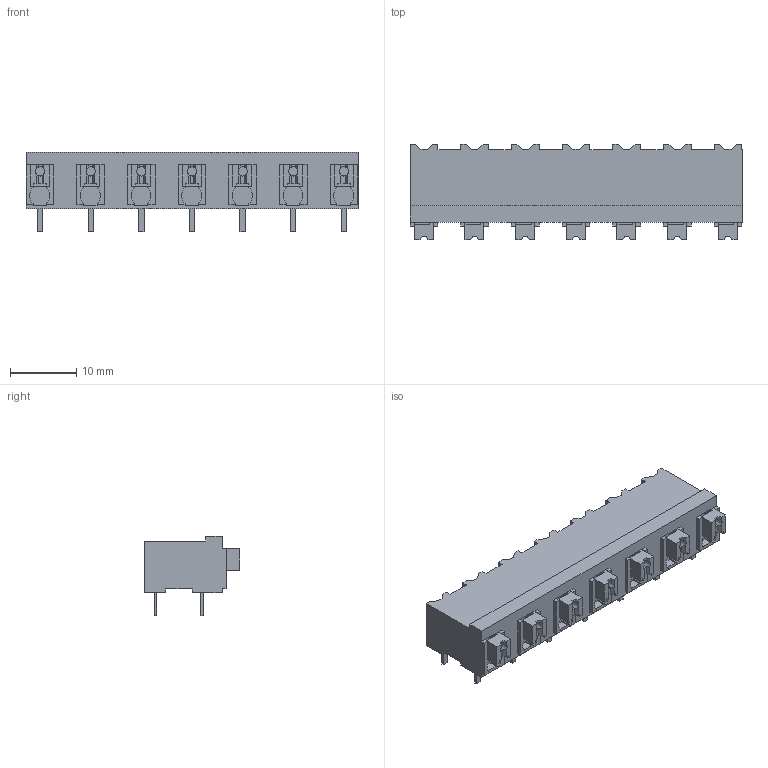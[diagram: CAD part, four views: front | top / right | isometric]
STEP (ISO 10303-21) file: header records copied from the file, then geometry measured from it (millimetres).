
FILE_DESCRIPTION(('CATIA V5 STEP Exchange','CAx-IF Rec.Pracs.--- Model Styling and Organization---1.2---2011-12-15'),'2;1');
FILE_NAME ('D1456821_0_1825000000_1825000000.stp','2018-03-15T11:24:32+00:00',('none'),('Weidmueller'),'CATIA Version 5-6 Release 2014','CATIA V5 STEP AP214','none');
FILE_SCHEMA(('AUTOMOTIVE_DESIGN { 1 0 10303 214 1 1 1 1 }'));
Length unit declared in the file: millimetre
Products named in the file (1): 1825000000
Bounding box: 49.94 x 14.3 x 12 mm (x, y, z)
Volume: 4211.3 mm3; surface area: 3349.9 mm2
Topology: 22 solids, 22 shells, 628 faces, 1785 edges, 1200 vertices
Faces by surface type: plane 572, cylinder 56
Entity records: 18411 total; most frequent: ORIENTED_EDGE 3570, CARTESIAN_POINT 3493, DIRECTION 2281, EDGE_CURVE 1785, VECTOR 1631, LINE 1631, VERTEX_POINT 1200, EDGE_LOOP 641
